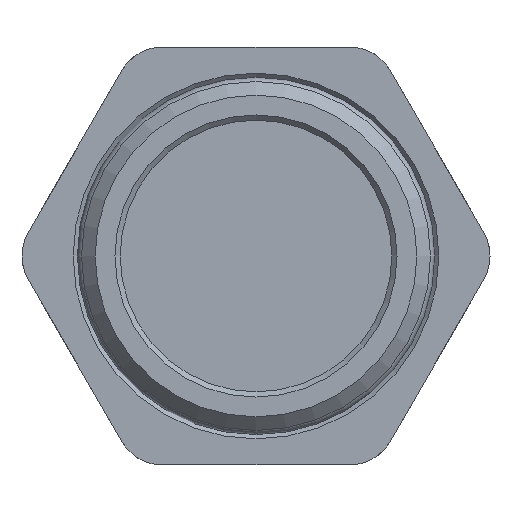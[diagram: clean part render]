
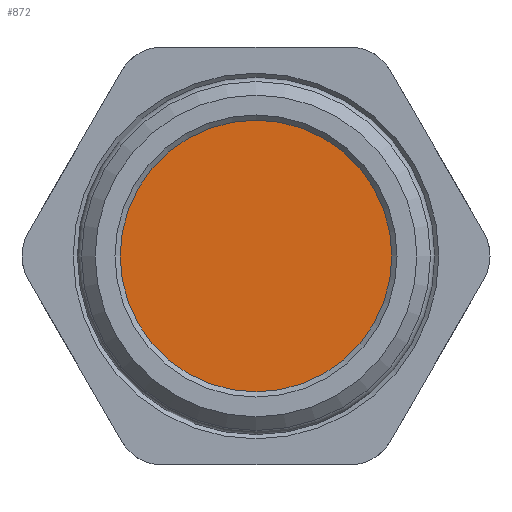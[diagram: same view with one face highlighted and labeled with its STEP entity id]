
A CAD part, front view. The second image highlights one B-rep face of the part: STEP entity #872.
In plain terms, the highlighted planar face has unit normal (0, -1, 0).
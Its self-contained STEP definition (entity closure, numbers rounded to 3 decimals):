
#191=FACE_OUTER_BOUND('',#247,.T.);
#247=EDGE_LOOP('',(#580));
#309=CIRCLE('',#952,13.);
#356=VERTEX_POINT('',#1309);
#444=EDGE_CURVE('',#356,#356,#309,.T.);
#580=ORIENTED_EDGE('',*,*,#444,.T.);
#852=PLANE('',#951);
#872=ADVANCED_FACE('',(#191),#852,.F.);
#951=AXIS2_PLACEMENT_3D('',#1308,#1056,#1057);
#952=AXIS2_PLACEMENT_3D('',#1310,#1058,#1059);
#1056=DIRECTION('center_axis',(0.,1.,0.));
#1057=DIRECTION('ref_axis',(0.,0.,1.));
#1058=DIRECTION('center_axis',(0.,-1.,0.));
#1059=DIRECTION('ref_axis',(-1.,0.,0.));
#1308=CARTESIAN_POINT('Origin',(0.,7.2,0.));
#1309=CARTESIAN_POINT('',(13.,7.2,0.));
#1310=CARTESIAN_POINT('Origin',(0.,7.2,0.));
